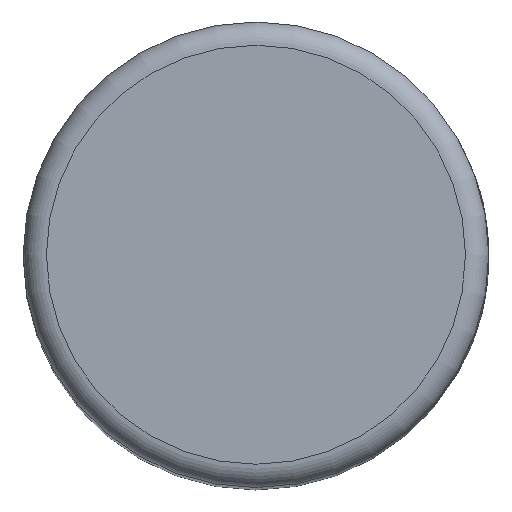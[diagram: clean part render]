
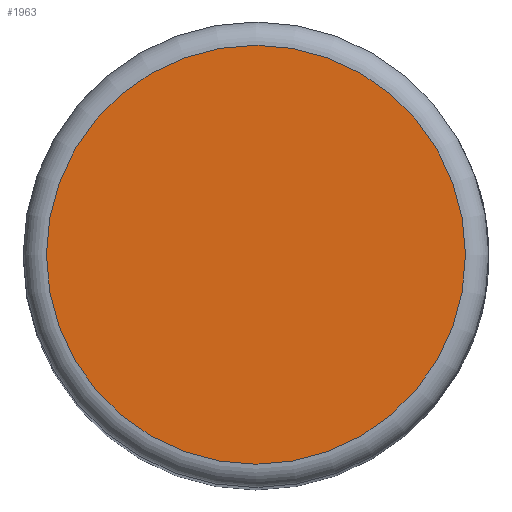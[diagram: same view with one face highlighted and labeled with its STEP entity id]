
A CAD part, top view. The second image highlights one B-rep face of the part: STEP entity #1963.
In plain terms, the highlighted planar face has unit normal (0, 0, 1).
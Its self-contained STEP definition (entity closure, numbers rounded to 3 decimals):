
#88=PLANE('',#2072);
#128=CIRCLE('',#2069,0.9);
#695=ORIENTED_EDGE('',*,*,#888,.T.);
#888=EDGE_CURVE('',#1021,#1021,#128,.T.);
#1021=VERTEX_POINT('',#3917);
#1187=EDGE_LOOP('',(#695));
#1288=FACE_BOUND('',#1187,.T.);
#1963=ADVANCED_FACE('',(#1288),#88,.T.);
#2069=AXIS2_PLACEMENT_3D('',#3916,#2361,#2362);
#2072=AXIS2_PLACEMENT_3D('',#3921,#2367,#2368);
#2361=DIRECTION('',(0.,0.,1.));
#2362=DIRECTION('',(1.,0.,0.));
#2367=DIRECTION('',(0.,0.,1.));
#2368=DIRECTION('',(1.,0.,0.));
#3916=CARTESIAN_POINT('',(0.,0.,11.2));
#3917=CARTESIAN_POINT('',(0.9,0.,11.2));
#3921=CARTESIAN_POINT('',(0.,0.,11.2));
